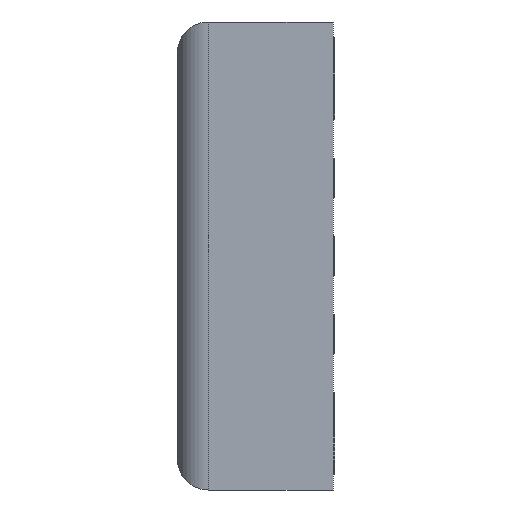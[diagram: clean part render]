
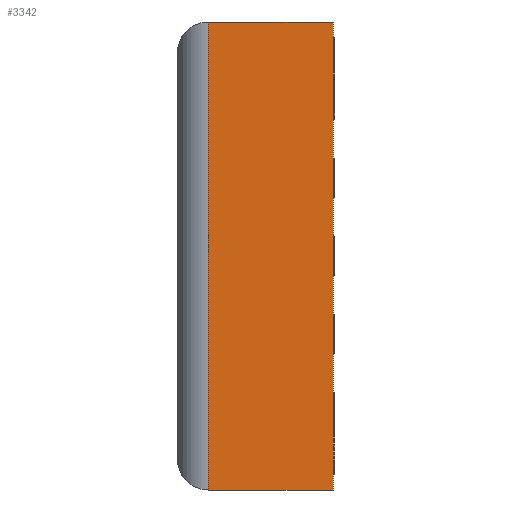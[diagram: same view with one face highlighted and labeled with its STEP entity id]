
A CAD part, left-side view. The second image highlights one B-rep face of the part: STEP entity #3342.
In plain terms, the highlighted planar face has unit normal (-1, 0, 0).
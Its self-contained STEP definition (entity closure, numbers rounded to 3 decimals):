
#104 = LINE ( 'NONE', #3628, #3131 ) ;
#125 = CARTESIAN_POINT ( 'NONE',  ( -1.5, 0., 1.5 ) ) ;
#132 = CARTESIAN_POINT ( 'NONE',  ( -1.5, 1., -1.5 ) ) ;
#143 = ORIENTED_EDGE ( 'NONE', *, *, #4079, .T. ) ;
#165 = VERTEX_POINT ( 'NONE', #2369 ) ;
#207 = FACE_OUTER_BOUND ( 'NONE', #1866, .T. ) ;
#404 = VERTEX_POINT ( 'NONE', #1730 ) ;
#559 = EDGE_CURVE ( 'NONE', #1074, #404, #1372, .T. ) ;
#799 = ORIENTED_EDGE ( 'NONE', *, *, #3698, .F. ) ;
#998 = DIRECTION ( 'NONE',  ( 0., -1., 0. ) ) ;
#1003 = DIRECTION ( 'NONE',  ( 1., 0., 0. ) ) ;
#1032 = CARTESIAN_POINT ( 'NONE',  ( -1.5, 1., -1.5 ) ) ;
#1074 = VERTEX_POINT ( 'NONE', #1662 ) ;
#1372 = LINE ( 'NONE', #132, #2544 ) ;
#1630 = VERTEX_POINT ( 'NONE', #125 ) ;
#1662 = CARTESIAN_POINT ( 'NONE',  ( -1.5, 0.8, -1.5 ) ) ;
#1730 = CARTESIAN_POINT ( 'NONE',  ( -1.5, 0., -1.5 ) ) ;
#1838 = DIRECTION ( 'NONE',  ( 0., 0., -1. ) ) ;
#1866 = EDGE_LOOP ( 'NONE', ( #799, #3848, #4400, #143 ) ) ;
#2369 = CARTESIAN_POINT ( 'NONE',  ( -1.5, 0.8, 1.5 ) ) ;
#2493 = AXIS2_PLACEMENT_3D ( 'NONE', #1032, #1003, #1838 ) ;
#2544 = VECTOR ( 'NONE', #998, 1000. ) ;
#2562 = DIRECTION ( 'NONE',  ( 0., 0., 1. ) ) ;
#2603 = DIRECTION ( 'NONE',  ( 0., -1., 0. ) ) ;
#2810 = DIRECTION ( 'NONE',  ( 0., 0., -1. ) ) ;
#3131 = VECTOR ( 'NONE', #2810, 1000. ) ;
#3342 = ADVANCED_FACE ( 'NONE', ( #207 ), #4963, .F. ) ;
#3368 = LINE ( 'NONE', #4930, #3373 ) ;
#3373 = VECTOR ( 'NONE', #2603, 1000. ) ;
#3378 = CARTESIAN_POINT ( 'NONE',  ( -1.5, 0., -1.5 ) ) ;
#3628 = CARTESIAN_POINT ( 'NONE',  ( -1.5, 0.8, -1.5 ) ) ;
#3698 = EDGE_CURVE ( 'NONE', #165, #1630, #3368, .T. ) ;
#3848 = ORIENTED_EDGE ( 'NONE', *, *, #3898, .T. ) ;
#3898 = EDGE_CURVE ( 'NONE', #165, #1074, #104, .T. ) ;
#4079 = EDGE_CURVE ( 'NONE', #404, #1630, #4833, .T. ) ;
#4202 = VECTOR ( 'NONE', #2562, 1000. ) ;
#4400 = ORIENTED_EDGE ( 'NONE', *, *, #559, .T. ) ;
#4833 = LINE ( 'NONE', #3378, #4202 ) ;
#4930 = CARTESIAN_POINT ( 'NONE',  ( -1.5, 1., 1.5 ) ) ;
#4963 = PLANE ( 'NONE',  #2493 ) ;
